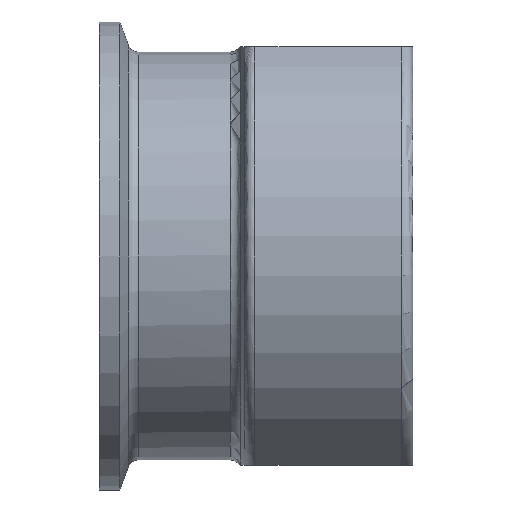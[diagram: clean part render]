
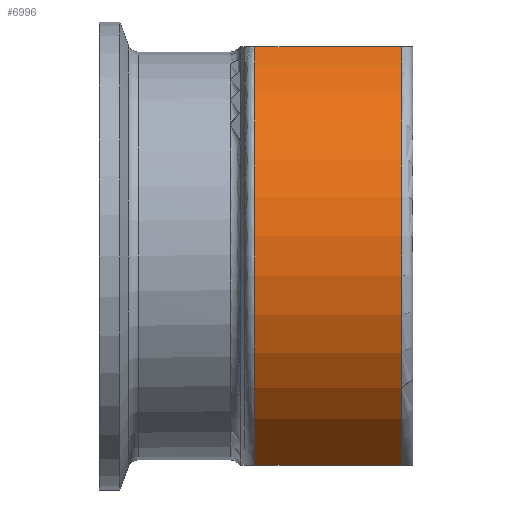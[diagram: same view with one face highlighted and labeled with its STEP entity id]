
A CAD part, front view. The second image highlights one B-rep face of the part: STEP entity #6996.
In plain terms, the highlighted cylindrical face has radius 31.75 mm (diameter 63.5 mm), a partial arc.
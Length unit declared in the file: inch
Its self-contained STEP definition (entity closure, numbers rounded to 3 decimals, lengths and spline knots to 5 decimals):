
#832=FACE_OUTER_BOUND('',#1259,.T.);
#1259=EDGE_LOOP('',(#6519,#6520,#6521,#6522));
#1450=CIRCLE('',#7411,1.25);
#1451=CIRCLE('',#7414,1.25);
#1927=LINE('',#15211,#2391);
#1928=LINE('',#15327,#2392);
#2391=VECTOR('',#8676,0.7897);
#2392=VECTOR('',#8679,0.7897);
#3422=VERTEX_POINT('',#15197);
#3423=VERTEX_POINT('',#15210);
#3432=VERTEX_POINT('',#15313);
#3433=VERTEX_POINT('',#15326);
#4450=EDGE_CURVE('',#3423,#3422,#1927,.T.);
#4463=EDGE_CURVE('',#3433,#3432,#1928,.T.);
#4470=EDGE_CURVE('',#3423,#3432,#1450,.T.);
#4471=EDGE_CURVE('',#3433,#3422,#1451,.T.);
#6519=ORIENTED_EDGE('',*,*,#4450,.T.);
#6520=ORIENTED_EDGE('',*,*,#4471,.F.);
#6521=ORIENTED_EDGE('',*,*,#4463,.T.);
#6522=ORIENTED_EDGE('',*,*,#4470,.F.);
#6593=CYLINDRICAL_SURFACE('',#7413,1.25);
#6996=ADVANCED_FACE('',(#832),#6593,.T.);
#7411=AXIS2_PLACEMENT_3D('',#15351,#8700,#8701);
#7413=AXIS2_PLACEMENT_3D('',#15353,#8704,#8705);
#7414=AXIS2_PLACEMENT_3D('',#15354,#8706,#8707);
#8676=DIRECTION('',(1.,0.,0.));
#8679=DIRECTION('',(-1.,0.,0.));
#8700=DIRECTION('center_axis',(-1.,0.,0.));
#8701=DIRECTION('ref_axis',(0.,-1.,0.));
#8704=DIRECTION('center_axis',(1.,0.,0.));
#8705=DIRECTION('ref_axis',(0.,1.,0.));
#8706=DIRECTION('center_axis',(1.,0.,0.));
#8707=DIRECTION('ref_axis',(0.,-1.,0.));
#15197=CARTESIAN_POINT('',(1.627,-0.54486,-1.125));
#15210=CARTESIAN_POINT('',(0.8373,-0.54486,-1.125));
#15211=CARTESIAN_POINT('',(1.23913,-0.54486,-1.125));
#15313=CARTESIAN_POINT('',(0.8373,-0.54486,1.125));
#15326=CARTESIAN_POINT('',(1.627,-0.54486,1.125));
#15327=CARTESIAN_POINT('',(1.23913,-0.54486,1.125));
#15351=CARTESIAN_POINT('Origin',(0.8373,0.,
0.));
#15353=CARTESIAN_POINT('Origin',(1.23913,0.,
0.));
#15354=CARTESIAN_POINT('Origin',(1.627,0.,0.));
